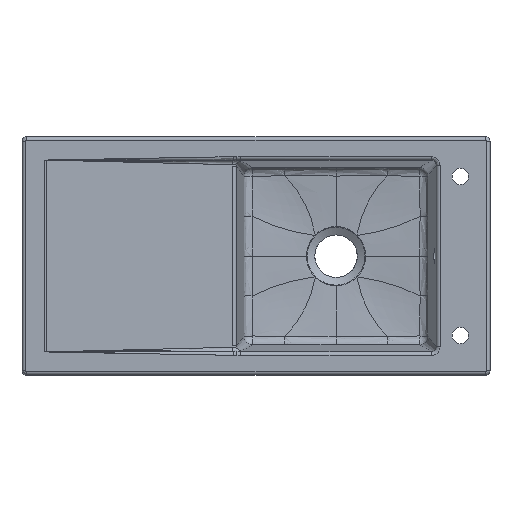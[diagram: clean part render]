
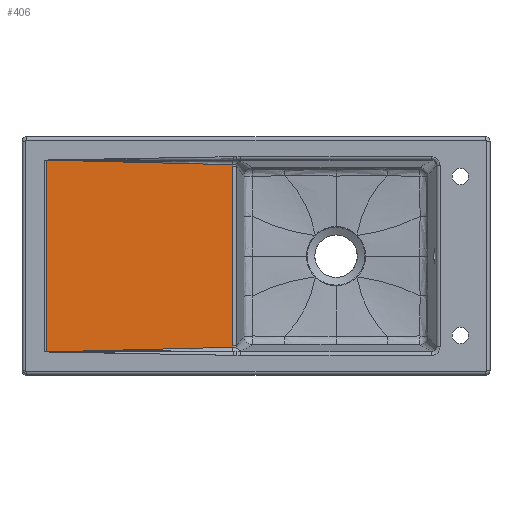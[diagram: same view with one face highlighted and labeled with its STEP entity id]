
A CAD part, top view. The second image highlights one B-rep face of the part: STEP entity #406.
In plain terms, the highlighted planar face has unit normal (0.035, 0, 0.999).
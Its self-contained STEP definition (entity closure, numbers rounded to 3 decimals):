
#406=ADVANCED_FACE('',(#644),#535,.T.);
#535=PLANE('',#3375);
#644=FACE_OUTER_BOUND('',#849,.T.);
#849=EDGE_LOOP('',(#1807,#1808,#1809,#1810,#1811,#1812));
#1152=B_SPLINE_CURVE_WITH_KNOTS('',3,(#13834,#13835,#13836,#13837,#13838,
#13839,#13840,#13841,#13842,#13843,#13844,#13845,#13846,#13847,#13848,#13849,
#13850,#13851,#13852,#13853,#13854,#13855,#13856,#13857,#13858,#13859,#13860,
#13861,#13862,#13863,#13864,#13865,#13866,#13867,#13868),.UNSPECIFIED.,
 .F.,.F.,(4,1,1,1,1,1,1,2,2,1,1,1,1,1,1,2,2,1,1,1,1,1,1,1,2,2,4),(0.,0.125,
0.187,0.219,0.234,0.242,
0.246,0.248,0.25,0.375,
0.437,0.469,0.484,0.492,
0.496,0.498,0.5,0.625,
0.687,0.719,0.734,0.742,
0.746,0.748,0.749,0.75,
1.),.UNSPECIFIED.);
#1153=B_SPLINE_CURVE_WITH_KNOTS('',3,(#13908,#13909,#13910,#13911),
 .UNSPECIFIED.,.F.,.F.,(4,4),(0.,1.),.UNSPECIFIED.);
#1187=B_SPLINE_CURVE_WITH_KNOTS('',1,(#15513,#15514),.UNSPECIFIED.,.F.,
 .F.,(2,2),(0.,1.),.UNSPECIFIED.);
#1188=B_SPLINE_CURVE_WITH_KNOTS('',3,(#15516,#15517,#15518,#15519,#15520,
#15521,#15522,#15523,#15524,#15525,#15526,#15527,#15528,#15529,#15530,#15531,
#15532,#15533,#15534,#15535,#15536,#15537,#15538,#15539,#15540,#15541,#15542,
#15543,#15544,#15545,#15546,#15547,#15548,#15549,#15550),.UNSPECIFIED.,
 .F.,.F.,(4,1,1,1,1,1,1,1,2,2,1,1,1,1,1,1,2,2,1,1,1,1,1,1,2,2,4),(0.,0.125,
0.187,0.219,0.234,0.242,
0.246,0.248,0.249,0.25,
0.375,0.437,0.469,0.484,
0.492,0.496,0.498,0.5,
0.625,0.687,0.719,0.734,
0.742,0.746,0.748,0.75,
1.),.UNSPECIFIED.);
#1189=B_SPLINE_CURVE_WITH_KNOTS('',3,(#15552,#15553,#15554,#15555),
 .UNSPECIFIED.,.F.,.F.,(4,4),(0.,1.),.UNSPECIFIED.);
#1807=ORIENTED_EDGE('',*,*,#2857,.T.);
#1808=ORIENTED_EDGE('',*,*,#2911,.T.);
#1809=ORIENTED_EDGE('',*,*,#2912,.T.);
#1810=ORIENTED_EDGE('',*,*,#2913,.F.);
#1811=ORIENTED_EDGE('',*,*,#2908,.T.);
#1812=ORIENTED_EDGE('',*,*,#2859,.T.);
#2470=VERTEX_POINT('',#13674);
#2475=VERTEX_POINT('',#13833);
#2477=VERTEX_POINT('',#13912);
#2504=VERTEX_POINT('',#15152);
#2506=VERTEX_POINT('',#15515);
#2507=VERTEX_POINT('',#15551);
#2857=EDGE_CURVE('',#2470,#2475,#1152,.T.);
#2859=EDGE_CURVE('',#2477,#2470,#1153,.T.);
#2908=EDGE_CURVE('',#2504,#2477,#3135,.T.);
#2911=EDGE_CURVE('',#2475,#2506,#1187,.T.);
#2912=EDGE_CURVE('',#2506,#2507,#1188,.T.);
#2913=EDGE_CURVE('',#2504,#2507,#1189,.T.);
#3135=LINE('',#15155,#3254);
#3254=VECTOR('',#3704,1.);
#3375=AXIS2_PLACEMENT_3D('',#15556,#3707,#3708);
#3704=DIRECTION('',(0.,1.,0.));
#3707=DIRECTION('',(0.035,0.,0.999));
#3708=DIRECTION('',(0.999,0.,-0.035));
#13674=CARTESIAN_POINT('',(-220.301,194.985,-13.993));
#13833=CARTESIAN_POINT('',(-619.256,204.937,-0.061));
#13834=CARTESIAN_POINT('',(-220.301,194.985,-13.993));
#13835=CARTESIAN_POINT('',(-236.137,195.034,-13.44));
#13836=CARTESIAN_POINT('',(-260.482,195.202,-12.59));
#13837=CARTESIAN_POINT('',(-289.919,195.565,-11.562));
#13838=CARTESIAN_POINT('',(-304.895,195.788,-11.039));
#13839=CARTESIAN_POINT('',(-312.448,195.91,-10.775));
#13840=CARTESIAN_POINT('',(-316.24,195.974,-10.642));
#13841=CARTESIAN_POINT('',(-318.141,196.006,-10.576));
#13842=CARTESIAN_POINT('',(-318.956,196.02,-10.548));
#13843=CARTESIAN_POINT('',(-319.5,196.03,-10.529));
#13844=CARTESIAN_POINT('',(-319.801,196.035,-10.518));
#13845=CARTESIAN_POINT('',(-335.567,196.309,-9.968));
#13846=CARTESIAN_POINT('',(-359.676,196.797,-9.126));
#13847=CARTESIAN_POINT('',(-389.248,197.51,-8.093));
#13848=CARTESIAN_POINT('',(-404.395,197.903,-7.564));
#13849=CARTESIAN_POINT('',(-412.059,198.109,-7.296));
#13850=CARTESIAN_POINT('',(-415.914,198.214,-7.162));
#13851=CARTESIAN_POINT('',(-417.846,198.267,-7.094));
#13852=CARTESIAN_POINT('',(-418.676,198.29,-7.065));
#13853=CARTESIAN_POINT('',(-419.229,198.305,-7.046));
#13854=CARTESIAN_POINT('',(-419.552,198.314,-7.035));
#13855=CARTESIAN_POINT('',(-434.58,198.73,-6.51));
#13856=CARTESIAN_POINT('',(-458.145,199.424,-5.687));
#13857=CARTESIAN_POINT('',(-488.034,200.376,-4.643));
#13858=CARTESIAN_POINT('',(-503.577,200.887,-4.1));
#13859=CARTESIAN_POINT('',(-511.499,201.152,-3.824));
#13860=CARTESIAN_POINT('',(-515.497,201.286,-3.684));
#13861=CARTESIAN_POINT('',(-517.505,201.354,-3.614));
#13862=CARTESIAN_POINT('',(-518.512,201.388,-3.579));
#13863=CARTESIAN_POINT('',(-518.944,201.402,-3.564));
#13864=CARTESIAN_POINT('',(-519.232,201.412,-3.554));
#13865=CARTESIAN_POINT('',(-519.432,201.419,-3.547));
#13866=CARTESIAN_POINT('',(-542.058,202.185,-2.757));
#13867=CARTESIAN_POINT('',(-575.303,203.357,-1.596));
#13868=CARTESIAN_POINT('',(-619.256,204.937,-0.061));
#13908=CARTESIAN_POINT('',(-220.524,192.064,-13.985));
#13909=CARTESIAN_POINT('',(-220.524,193.045,-13.985));
#13910=CARTESIAN_POINT('',(-220.449,194.019,-13.988));
#13911=CARTESIAN_POINT('',(-220.301,194.985,-13.993));
#13912=CARTESIAN_POINT('',(-220.524,192.064,-13.985));
#15152=CARTESIAN_POINT('',(-220.524,-192.064,-13.985));
#15155=CARTESIAN_POINT('',(-220.524,0.,-13.985));
#15513=CARTESIAN_POINT('',(-619.256,204.937,-0.061));
#15514=CARTESIAN_POINT('',(-619.256,-204.937,-0.061));
#15515=CARTESIAN_POINT('',(-619.256,-204.937,-0.061));
#15516=CARTESIAN_POINT('',(-619.256,-204.937,-0.061));
#15517=CARTESIAN_POINT('',(-597.279,-204.147,-0.828));
#15518=CARTESIAN_POINT('',(-568.33,-203.115,-1.839));
#15519=CARTESIAN_POINT('',(-541.583,-202.179,-2.773));
#15520=CARTESIAN_POINT('',(-529.966,-201.778,-3.179));
#15521=CARTESIAN_POINT('',(-524.597,-201.594,-3.366));
#15522=CARTESIAN_POINT('',(-522.022,-201.507,-3.456));
#15523=CARTESIAN_POINT('',(-520.762,-201.464,-3.5));
#15524=CARTESIAN_POINT('',(-520.139,-201.443,-3.522));
#15525=CARTESIAN_POINT('',(-519.873,-201.434,-3.531));
#15526=CARTESIAN_POINT('',(-519.696,-201.428,-3.538));
#15527=CARTESIAN_POINT('',(-519.664,-201.427,-3.539));
#15528=CARTESIAN_POINT('',(-501.072,-200.797,-4.188));
#15529=CARTESIAN_POINT('',(-474.768,-199.941,-5.107));
#15530=CARTESIAN_POINT('',(-446.477,-199.084,-6.094));
#15531=CARTESIAN_POINT('',(-432.93,-198.69,-6.568));
#15532=CARTESIAN_POINT('',(-426.307,-198.502,-6.799));
#15533=CARTESIAN_POINT('',(-423.033,-198.411,-6.913));
#15534=CARTESIAN_POINT('',(-421.405,-198.365,-6.97));
#15535=CARTESIAN_POINT('',(-420.709,-198.346,-6.994));
#15536=CARTESIAN_POINT('',(-420.246,-198.333,-7.01));
#15537=CARTESIAN_POINT('',(-420.06,-198.328,-7.017));
#15538=CARTESIAN_POINT('',(-402.06,-197.83,-7.646));
#15539=CARTESIAN_POINT('',(-376.3,-197.177,-8.545));
#15540=CARTESIAN_POINT('',(-347.69,-196.56,-9.544));
#15541=CARTESIAN_POINT('',(-333.747,-196.288,-10.031));
#15542=CARTESIAN_POINT('',(-326.865,-196.16,-10.271));
#15543=CARTESIAN_POINT('',(-323.447,-196.099,-10.391));
#15544=CARTESIAN_POINT('',(-321.743,-196.069,-10.45));
#15545=CARTESIAN_POINT('',(-321.015,-196.056,-10.476));
#15546=CARTESIAN_POINT('',(-320.529,-196.048,-10.493));
#15547=CARTESIAN_POINT('',(-320.316,-196.044,-10.5));
#15548=CARTESIAN_POINT('',(-285.221,-195.433,-11.726));
#15549=CARTESIAN_POINT('',(-251.974,-195.082,-12.887));
#15550=CARTESIAN_POINT('',(-220.301,-194.985,-13.993));
#15551=CARTESIAN_POINT('',(-220.301,-194.985,-13.993));
#15552=CARTESIAN_POINT('',(-220.524,-192.064,-13.985));
#15553=CARTESIAN_POINT('',(-220.524,-193.05,-13.985));
#15554=CARTESIAN_POINT('',(-220.449,-194.024,-13.988));
#15555=CARTESIAN_POINT('',(-220.301,-194.985,-13.993));
#15556=CARTESIAN_POINT('',(-619.256,-207.397,-0.061));
